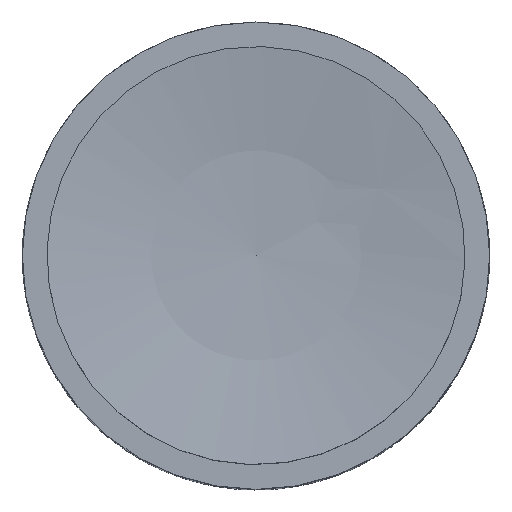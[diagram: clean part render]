
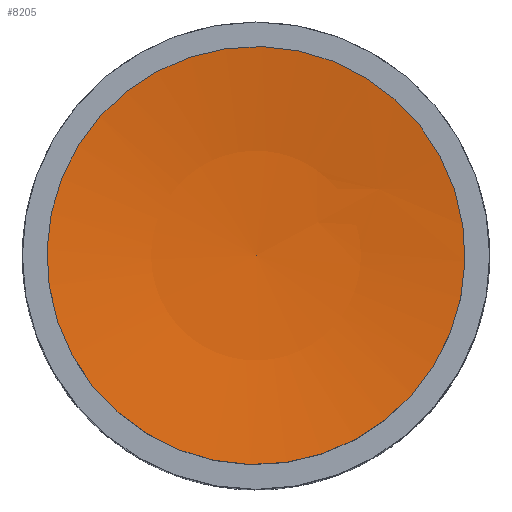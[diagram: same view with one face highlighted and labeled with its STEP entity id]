
A CAD part, top view. The second image highlights one B-rep face of the part: STEP entity #8205.
In plain terms, the highlighted spherical face has radius 50 mm.
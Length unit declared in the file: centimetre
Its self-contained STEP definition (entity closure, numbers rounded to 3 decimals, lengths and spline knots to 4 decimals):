
#14=SPHERICAL_SURFACE('',#8711,5.);
#600=FACE_OUTER_BOUND('',#1039,.T.);
#1039=EDGE_LOOP('',(#6475,#6476,#6477,#6478));
#3369=CIRCLE('',#8709,0.805);
#3370=CIRCLE('',#8710,0.805);
#3371=CIRCLE('',#8712,5.);
#3834=VERTEX_POINT('',#12398);
#3835=VERTEX_POINT('',#12400);
#3836=VERTEX_POINT('',#12404);
#4799=EDGE_CURVE('',#3834,#3835,#3369,.T.);
#4800=EDGE_CURVE('',#3835,#3834,#3370,.T.);
#4801=EDGE_CURVE('',#3835,#3836,#3371,.T.);
#6475=ORIENTED_EDGE('',*,*,#4800,.F.);
#6476=ORIENTED_EDGE('',*,*,#4801,.T.);
#6477=ORIENTED_EDGE('',*,*,#4801,.F.);
#6478=ORIENTED_EDGE('',*,*,#4799,.F.);
#8205=ADVANCED_FACE('',(#600),#14,.F.);
#8709=AXIS2_PLACEMENT_3D('',#12401,#9980,#9981);
#8710=AXIS2_PLACEMENT_3D('',#12402,#9982,#9983);
#8711=AXIS2_PLACEMENT_3D('',#12403,#9984,#9985);
#8712=AXIS2_PLACEMENT_3D('',#12405,#9986,#9987);
#9980=DIRECTION('center_axis',(0.,0.,
-1.));
#9981=DIRECTION('ref_axis',(0.474,-0.88,0.));
#9982=DIRECTION('center_axis',(0.,0.,
-1.));
#9983=DIRECTION('ref_axis',(0.474,-0.88,0.));
#9984=DIRECTION('center_axis',(0.,0.,
1.));
#9985=DIRECTION('ref_axis',(-0.88,-0.474,0.));
#9986=DIRECTION('center_axis',(-0.474,0.88,0.));
#9987=DIRECTION('ref_axis',(0.88,0.474,0.));
#12398=CARTESIAN_POINT('',(-0.3819,0.7087,3.387));
#12400=CARTESIAN_POINT('',(0.7087,0.3819,3.387));
#12401=CARTESIAN_POINT('Origin',(0.,0.,
3.387));
#12402=CARTESIAN_POINT('Origin',(0.,0.,
3.387));
#12403=CARTESIAN_POINT('Origin',(0.,0.,
8.3218));
#12404=CARTESIAN_POINT('',(0.,0.,3.3218));
#12405=CARTESIAN_POINT('Origin',(0.,0.,
8.3218));
